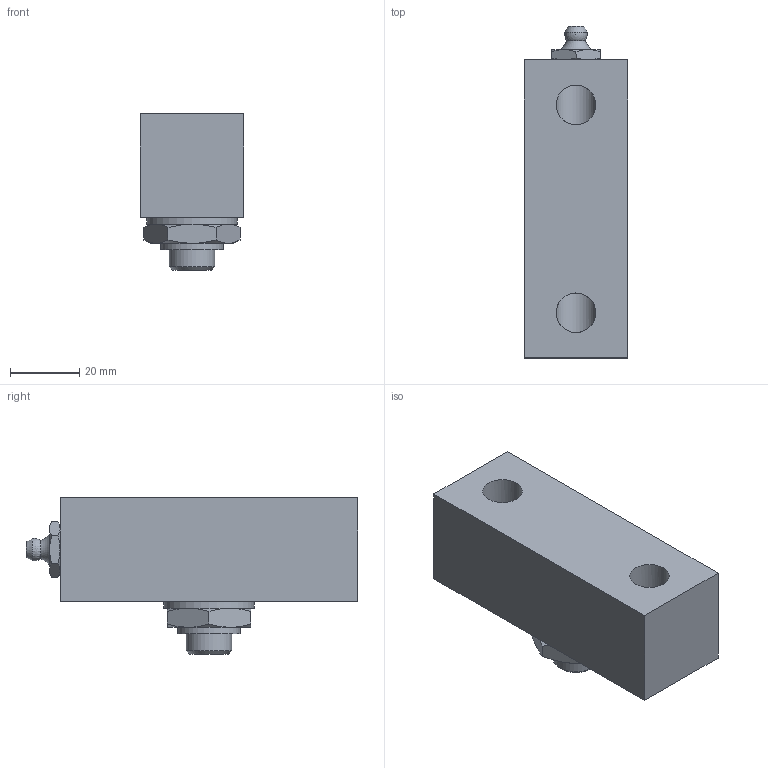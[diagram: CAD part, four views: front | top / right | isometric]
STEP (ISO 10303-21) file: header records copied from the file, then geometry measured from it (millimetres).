
FILE_DESCRIPTION((''),'2;1');
FILE_NAME('290_4103_2_fach_Adapter_1_4Zoll.stp','2017-07-05T11:17:56',('pascalzweiacker'),(''),'Autodesk Inventor 2012','Autodesk Inventor 2012','');
FILE_SCHEMA(('AUTOMOTIVE_DESIGN { 1 0 10303 214 1 1 1 1 }'));
Length unit declared in the file: millimetre
Products named in the file (1): 290_4103_2_fach_Adapter_1_4Zoll
Bounding box: 30 x 95.8 x 45.2 mm (x, y, z)
Volume: 69444.9 mm3; surface area: 17945.8 mm2
Topology: 1 solids, 3 shells, 77 faces, 171 edges, 104 vertices
Faces by surface type: cone 32, plane 29, cylinder 13, torus 2, sphere 1
Full cylindrical faces by diameter (mm): 3 x1, 8 x1, 11.445 x3, 13.157 x2, 15 x1, 18 x1, 18.631 x1, 20.955 x1, 21 x1, 26 x1
Entity records: 2031 total; most frequent: CARTESIAN_POINT 465, DIRECTION 300, ORIENTED_EDGE 272, AXIS2_PLACEMENT_3D 138, EDGE_CURVE 136, EDGE_LOOP 114, VERTEX_POINT 94, STYLED_ITEM 78
